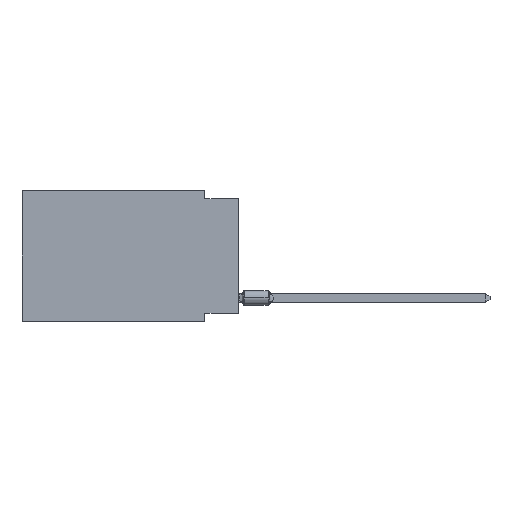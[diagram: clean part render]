
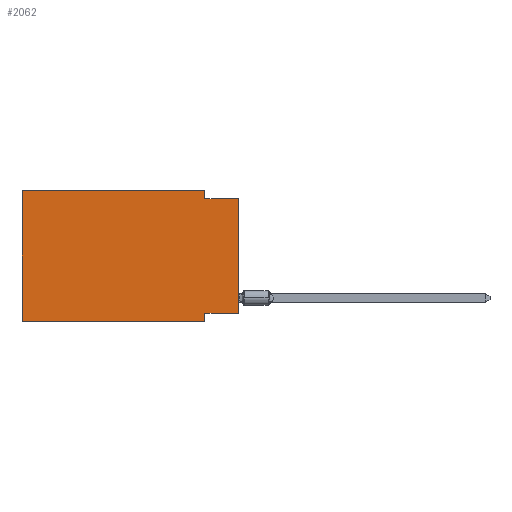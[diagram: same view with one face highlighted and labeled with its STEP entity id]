
A CAD part, left-side view. The second image highlights one B-rep face of the part: STEP entity #2062.
In plain terms, the highlighted planar face has unit normal (-1, 0, 0).
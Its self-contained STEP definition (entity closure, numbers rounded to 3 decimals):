
#269 = VERTEX_POINT ( 'NONE', #25615 ) ;
#756 = VERTEX_POINT ( 'NONE', #6424 ) ;
#799 = LINE ( 'NONE', #25345, #27874 ) ;
#1176 = DIRECTION ( 'NONE',  ( 0., 0., 1. ) ) ;
#1303 = VERTEX_POINT ( 'NONE', #11570 ) ;
#1545 = ORIENTED_EDGE ( 'NONE', *, *, #20951, .T. ) ;
#1678 = EDGE_CURVE ( 'NONE', #20218, #7390, #799, .T. ) ;
#1818 = LINE ( 'NONE', #10544, #10420 ) ;
#2062 = ADVANCED_FACE ( 'NONE', ( #24780 ), #27572, .F. ) ;
#3603 = CARTESIAN_POINT ( 'NONE',  ( 0., 16.383, -9.906 ) ) ;
#3828 = CARTESIAN_POINT ( 'NONE',  ( 0., 2.54, -0.635 ) ) ;
#4474 = CARTESIAN_POINT ( 'NONE',  ( 0., 0., 0. ) ) ;
#4661 = CARTESIAN_POINT ( 'NONE',  ( 0., 16.383, 0. ) ) ;
#4786 = VERTEX_POINT ( 'NONE', #18283 ) ;
#5815 = VECTOR ( 'NONE', #26215, 1000. ) ;
#6159 = EDGE_CURVE ( 'NONE', #4786, #25376, #1818, .T. ) ;
#6424 = CARTESIAN_POINT ( 'NONE',  ( 0., 0., -0.635 ) ) ;
#7390 = VERTEX_POINT ( 'NONE', #22695 ) ;
#8903 = DIRECTION ( 'NONE',  ( 0., 0., 1. ) ) ;
#9207 = EDGE_CURVE ( 'NONE', #15024, #269, #11023, .T. ) ;
#9511 = DIRECTION ( 'NONE',  ( 0., 0., -1. ) ) ;
#9550 = LINE ( 'NONE', #14140, #18702 ) ;
#10420 = VECTOR ( 'NONE', #10834, 1000. ) ;
#10495 = VECTOR ( 'NONE', #8903, 1000. ) ;
#10544 = CARTESIAN_POINT ( 'NONE',  ( 0., 2.54, 0. ) ) ;
#10790 = EDGE_CURVE ( 'NONE', #269, #4786, #16522, .T. ) ;
#10834 = DIRECTION ( 'NONE',  ( 0., 0., -1. ) ) ;
#10879 = ORIENTED_EDGE ( 'NONE', *, *, #25956, .T. ) ;
#11023 = LINE ( 'NONE', #12550, #22759 ) ;
#11135 = EDGE_CURVE ( 'NONE', #25376, #756, #28424, .T. ) ;
#11570 = CARTESIAN_POINT ( 'NONE',  ( 0., 0., -9.271 ) ) ;
#12211 = LINE ( 'NONE', #19185, #24257 ) ;
#12550 = CARTESIAN_POINT ( 'NONE',  ( 0., 16.383, 0. ) ) ;
#13569 = EDGE_LOOP ( 'NONE', ( #1545, #22271, #23571, #26772, #19995, #10879, #25561, #22554 ) ) ;
#13836 = DIRECTION ( 'NONE',  ( 0., 0., -1. ) ) ;
#14140 = CARTESIAN_POINT ( 'NONE',  ( 0., 0., -9.271 ) ) ;
#15024 = VERTEX_POINT ( 'NONE', #3603 ) ;
#16522 = LINE ( 'NONE', #28045, #19982 ) ;
#17422 = EDGE_CURVE ( 'NONE', #1303, #20218, #9550, .T. ) ;
#18283 = CARTESIAN_POINT ( 'NONE',  ( 0., 2.54, 0. ) ) ;
#18702 = VECTOR ( 'NONE', #23156, 1000. ) ;
#19185 = CARTESIAN_POINT ( 'NONE',  ( 0., 16.383, -9.906 ) ) ;
#19412 = CARTESIAN_POINT ( 'NONE',  ( 0., 0., -0.635 ) ) ;
#19982 = VECTOR ( 'NONE', #25539, 1000. ) ;
#19995 = ORIENTED_EDGE ( 'NONE', *, *, #9207, .F. ) ;
#20218 = VERTEX_POINT ( 'NONE', #21390 ) ;
#20951 = EDGE_CURVE ( 'NONE', #1303, #756, #24878, .T. ) ;
#21390 = CARTESIAN_POINT ( 'NONE',  ( 0., 2.54, -9.271 ) ) ;
#22271 = ORIENTED_EDGE ( 'NONE', *, *, #11135, .F. ) ;
#22554 = ORIENTED_EDGE ( 'NONE', *, *, #17422, .F. ) ;
#22695 = CARTESIAN_POINT ( 'NONE',  ( 0., 2.54, -9.906 ) ) ;
#22759 = VECTOR ( 'NONE', #1176, 1000. ) ;
#23156 = DIRECTION ( 'NONE',  ( 0., 1., 0. ) ) ;
#23571 = ORIENTED_EDGE ( 'NONE', *, *, #6159, .F. ) ;
#23593 = DIRECTION ( 'NONE',  ( 0., -1., 0. ) ) ;
#24257 = VECTOR ( 'NONE', #23593, 1000. ) ;
#24780 = FACE_OUTER_BOUND ( 'NONE', #13569, .T. ) ;
#24878 = LINE ( 'NONE', #4474, #10495 ) ;
#25066 = DIRECTION ( 'NONE',  ( 1., 0., 0. ) ) ;
#25345 = CARTESIAN_POINT ( 'NONE',  ( 0., 2.54, -9.906 ) ) ;
#25376 = VERTEX_POINT ( 'NONE', #3828 ) ;
#25539 = DIRECTION ( 'NONE',  ( 0., -1., 0. ) ) ;
#25561 = ORIENTED_EDGE ( 'NONE', *, *, #1678, .F. ) ;
#25615 = CARTESIAN_POINT ( 'NONE',  ( 0., 16.383, 0. ) ) ;
#25956 = EDGE_CURVE ( 'NONE', #15024, #7390, #12211, .T. ) ;
#26215 = DIRECTION ( 'NONE',  ( 0., -1., 0. ) ) ;
#26772 = ORIENTED_EDGE ( 'NONE', *, *, #10790, .F. ) ;
#27572 = PLANE ( 'NONE',  #27922 ) ;
#27874 = VECTOR ( 'NONE', #9511, 1000. ) ;
#27922 = AXIS2_PLACEMENT_3D ( 'NONE', #4661, #25066, #13836 ) ;
#28045 = CARTESIAN_POINT ( 'NONE',  ( 0., 16.383, 0. ) ) ;
#28424 = LINE ( 'NONE', #19412, #5815 ) ;
